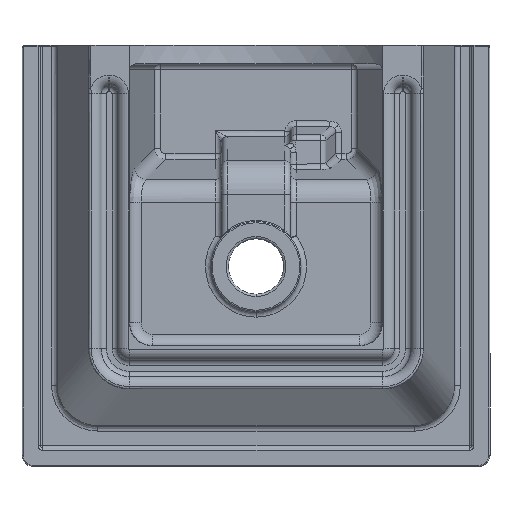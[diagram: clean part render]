
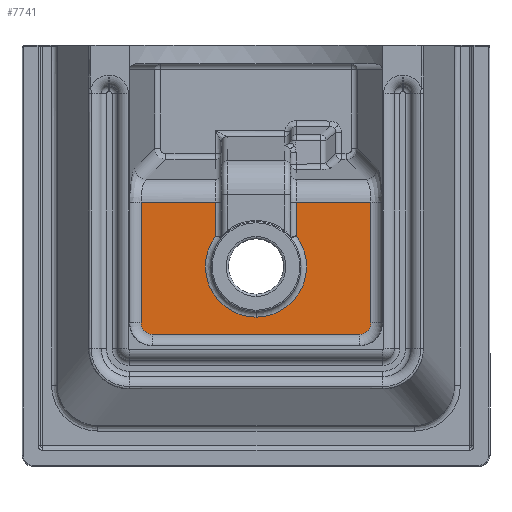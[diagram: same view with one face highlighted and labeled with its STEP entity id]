
A CAD part, front view. The second image highlights one B-rep face of the part: STEP entity #7741.
In plain terms, the highlighted planar face has unit normal (0, -1, 0).
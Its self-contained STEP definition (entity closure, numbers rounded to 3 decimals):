
#46 = DIRECTION ( 'NONE',  ( 0., -1., 0. ) ) ;
#101 = VERTEX_POINT ( 'NONE', #1859 ) ;
#373 = LINE ( 'NONE', #2277, #4229 ) ;
#574 = DIRECTION ( 'NONE',  ( 0., 0., -1. ) ) ;
#759 = ORIENTED_EDGE ( 'NONE', *, *, #11020, .T. ) ;
#793 = LINE ( 'NONE', #12924, #7963 ) ;
#803 = ORIENTED_EDGE ( 'NONE', *, *, #8881, .T. ) ;
#947 = VERTEX_POINT ( 'NONE', #10251 ) ;
#963 = VERTEX_POINT ( 'NONE', #14317 ) ;
#1179 = ORIENTED_EDGE ( 'NONE', *, *, #3214, .T. ) ;
#1188 = CIRCLE ( 'NONE', #12486, 9.846 ) ;
#1359 = CARTESIAN_POINT ( 'NONE',  ( -90., -118., -58.5 ) ) ;
#1592 = CARTESIAN_POINT ( 'NONE',  ( 35., -118., 46.481 ) ) ;
#1859 = CARTESIAN_POINT ( 'NONE',  ( -99.846, -118., 46.481 ) ) ;
#1897 = VECTOR ( 'NONE', #13527, 1000. ) ;
#1979 = AXIS2_PLACEMENT_3D ( 'NONE', #9829, #14361, #13333 ) ;
#2181 = CARTESIAN_POINT ( 'NONE',  ( 0., -118., -53.5 ) ) ;
#2277 = CARTESIAN_POINT ( 'NONE',  ( -108.237, -118., 46.481 ) ) ;
#2368 = CARTESIAN_POINT ( 'NONE',  ( 90., -118., -58.5 ) ) ;
#2695 = ORIENTED_EDGE ( 'NONE', *, *, #12626, .T. ) ;
#2977 = CARTESIAN_POINT ( 'NONE',  ( -90., -118., -68.346 ) ) ;
#3059 = AXIS2_PLACEMENT_3D ( 'NONE', #2368, #9371, #3823 ) ;
#3214 = EDGE_CURVE ( 'NONE', #7290, #12807, #793, .T. ) ;
#3640 = CARTESIAN_POINT ( 'NONE',  ( 90., -118., -58.5 ) ) ;
#3667 = DIRECTION ( 'NONE',  ( -1., 0., 0. ) ) ;
#3823 = DIRECTION ( 'NONE',  ( 0., 0., -1. ) ) ;
#3866 = LINE ( 'NONE', #7447, #10134 ) ;
#4089 = DIRECTION ( 'NONE',  ( 0., 0., 1. ) ) ;
#4229 = VECTOR ( 'NONE', #3667, 1000. ) ;
#4448 = ORIENTED_EDGE ( 'NONE', *, *, #13837, .T. ) ;
#4529 = DIRECTION ( 'NONE',  ( 0., -1., 0. ) ) ;
#4557 = VECTOR ( 'NONE', #13260, 1000. ) ;
#4618 = CARTESIAN_POINT ( 'NONE',  ( 35., -118., 17.165 ) ) ;
#4779 = LINE ( 'NONE', #13406, #5422 ) ;
#4805 = VERTEX_POINT ( 'NONE', #5398 ) ;
#4927 = PLANE ( 'NONE',  #3059 ) ;
#5035 = VERTEX_POINT ( 'NONE', #4618 ) ;
#5143 = DIRECTION ( 'NONE',  ( 1., 0., 0. ) ) ;
#5149 = CIRCLE ( 'NONE', #13300, 44. ) ;
#5357 = EDGE_CURVE ( 'NONE', #6935, #4805, #13165, .T. ) ;
#5398 = CARTESIAN_POINT ( 'NONE',  ( 99.846, -118., -58.5 ) ) ;
#5422 = VECTOR ( 'NONE', #11619, 1000. ) ;
#5632 = EDGE_CURVE ( 'NONE', #12807, #101, #14153, .T. ) ;
#5772 = DIRECTION ( 'NONE',  ( 0., 0., -1. ) ) ;
#5934 = LINE ( 'NONE', #9146, #1897 ) ;
#6157 = DIRECTION ( 'NONE',  ( 0., 0., -1. ) ) ;
#6935 = VERTEX_POINT ( 'NONE', #12017 ) ;
#7213 = EDGE_CURVE ( 'NONE', #963, #14071, #373, .T. ) ;
#7290 = VERTEX_POINT ( 'NONE', #8124 ) ;
#7447 = CARTESIAN_POINT ( 'NONE',  ( -99.846, -118., -58.5 ) ) ;
#7711 = VECTOR ( 'NONE', #5143, 1000. ) ;
#7741 = ADVANCED_FACE ( 'NONE', ( #9093 ), #4927, .T. ) ;
#7963 = VECTOR ( 'NONE', #4089, 1000. ) ;
#8124 = CARTESIAN_POINT ( 'NONE',  ( -35., -118., 17.165 ) ) ;
#8630 = DIRECTION ( 'NONE',  ( 0., 1., 0. ) ) ;
#8736 = EDGE_CURVE ( 'NONE', #4805, #963, #4779, .T. ) ;
#8881 = EDGE_CURVE ( 'NONE', #12271, #7290, #5149, .T. ) ;
#8937 = ORIENTED_EDGE ( 'NONE', *, *, #5632, .T. ) ;
#9042 = DIRECTION ( 'NONE',  ( 0., 0., -1. ) ) ;
#9093 = FACE_OUTER_BOUND ( 'NONE', #11898, .T. ) ;
#9107 = ORIENTED_EDGE ( 'NONE', *, *, #13271, .T. ) ;
#9146 = CARTESIAN_POINT ( 'NONE',  ( 35., -118., 15.42 ) ) ;
#9371 = DIRECTION ( 'NONE',  ( 0., -1., 0. ) ) ;
#9586 = LINE ( 'NONE', #9737, #7711 ) ;
#9737 = CARTESIAN_POINT ( 'NONE',  ( 90., -118., -68.346 ) ) ;
#9807 = ORIENTED_EDGE ( 'NONE', *, *, #7213, .T. ) ;
#9829 = CARTESIAN_POINT ( 'NONE',  ( 0., -118., -9.5 ) ) ;
#10134 = VECTOR ( 'NONE', #574, 1000. ) ;
#10168 = AXIS2_PLACEMENT_3D ( 'NONE', #3640, #4529, #5772 ) ;
#10251 = CARTESIAN_POINT ( 'NONE',  ( -99.846, -118., -58.5 ) ) ;
#10717 = ORIENTED_EDGE ( 'NONE', *, *, #5357, .T. ) ;
#10954 = ORIENTED_EDGE ( 'NONE', *, *, #8736, .T. ) ;
#11020 = EDGE_CURVE ( 'NONE', #14071, #5035, #5934, .T. ) ;
#11619 = DIRECTION ( 'NONE',  ( 0., 0., 1. ) ) ;
#11738 = ORIENTED_EDGE ( 'NONE', *, *, #14449, .T. ) ;
#11830 = CARTESIAN_POINT ( 'NONE',  ( 0., -118., -9.5 ) ) ;
#11898 = EDGE_LOOP ( 'NONE', ( #9807, #759, #11738, #803, #1179, #8937, #4448, #9107, #2695, #10717, #10954 ) ) ;
#12017 = CARTESIAN_POINT ( 'NONE',  ( 90., -118., -68.346 ) ) ;
#12271 = VERTEX_POINT ( 'NONE', #2181 ) ;
#12448 = VERTEX_POINT ( 'NONE', #2977 ) ;
#12471 = CIRCLE ( 'NONE', #1979, 44. ) ;
#12486 = AXIS2_PLACEMENT_3D ( 'NONE', #1359, #46, #9042 ) ;
#12626 = EDGE_CURVE ( 'NONE', #12448, #6935, #9586, .T. ) ;
#12807 = VERTEX_POINT ( 'NONE', #13532 ) ;
#12924 = CARTESIAN_POINT ( 'NONE',  ( -35., -118., 46.481 ) ) ;
#13047 = CARTESIAN_POINT ( 'NONE',  ( -108.237, -118., 46.481 ) ) ;
#13165 = CIRCLE ( 'NONE', #10168, 9.846 ) ;
#13260 = DIRECTION ( 'NONE',  ( -1., 0., 0. ) ) ;
#13271 = EDGE_CURVE ( 'NONE', #947, #12448, #1188, .T. ) ;
#13300 = AXIS2_PLACEMENT_3D ( 'NONE', #11830, #8630, #6157 ) ;
#13333 = DIRECTION ( 'NONE',  ( 0., 0., -1. ) ) ;
#13406 = CARTESIAN_POINT ( 'NONE',  ( 99.846, -118., -58.5 ) ) ;
#13527 = DIRECTION ( 'NONE',  ( 0., 0., -1. ) ) ;
#13532 = CARTESIAN_POINT ( 'NONE',  ( -35., -118., 46.481 ) ) ;
#13837 = EDGE_CURVE ( 'NONE', #101, #947, #3866, .T. ) ;
#14071 = VERTEX_POINT ( 'NONE', #1592 ) ;
#14153 = LINE ( 'NONE', #13047, #4557 ) ;
#14317 = CARTESIAN_POINT ( 'NONE',  ( 99.846, -118., 46.481 ) ) ;
#14361 = DIRECTION ( 'NONE',  ( 0., 1., 0. ) ) ;
#14449 = EDGE_CURVE ( 'NONE', #5035, #12271, #12471, .T. ) ;
